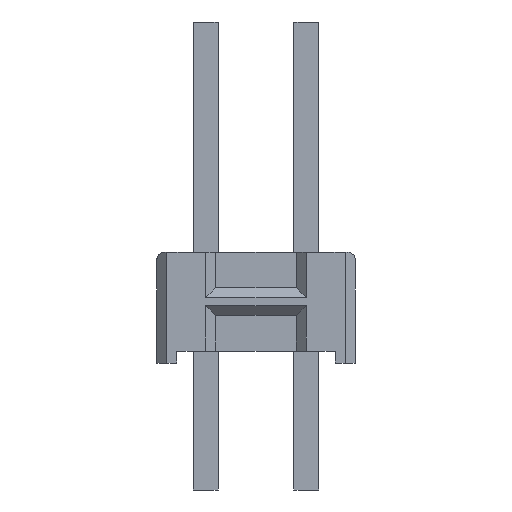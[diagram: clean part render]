
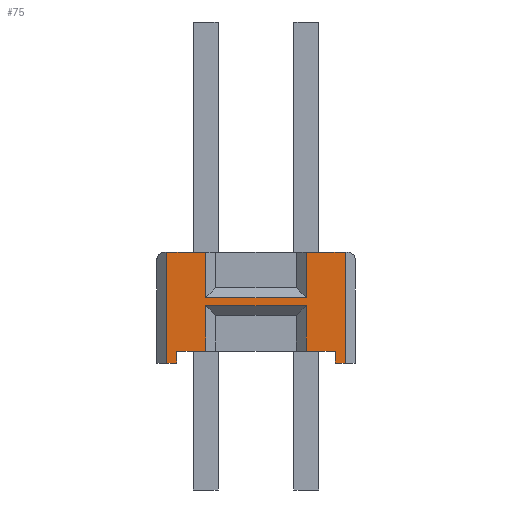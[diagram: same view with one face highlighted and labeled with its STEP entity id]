
A CAD part, left-side view. The second image highlights one B-rep face of the part: STEP entity #75.
In plain terms, the highlighted planar face has unit normal (-1, 0, 0).
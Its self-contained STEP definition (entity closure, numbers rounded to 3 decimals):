
#75=ADVANCED_FACE('',(#240),#241,.F.);
#240=FACE_OUTER_BOUND('',#588,.T.);
#241=PLANE('',#589);
#588=EDGE_LOOP('',(#936,#937,#938,#939,#940,#941,#942,#943,#944,#945,#946,#947,#948,#949,#950,#951));
#589=AXIS2_PLACEMENT_3D('',#952,#953,#954);
#936=ORIENTED_EDGE('',*,*,#2280,.F.);
#937=ORIENTED_EDGE('',*,*,#2281,.F.);
#938=ORIENTED_EDGE('',*,*,#2282,.F.);
#939=ORIENTED_EDGE('',*,*,#2283,.F.);
#940=ORIENTED_EDGE('',*,*,#2284,.T.);
#941=ORIENTED_EDGE('',*,*,#2285,.T.);
#942=ORIENTED_EDGE('',*,*,#2286,.F.);
#943=ORIENTED_EDGE('',*,*,#2287,.F.);
#944=ORIENTED_EDGE('',*,*,#2288,.F.);
#945=ORIENTED_EDGE('',*,*,#2289,.F.);
#946=ORIENTED_EDGE('',*,*,#2290,.F.);
#947=ORIENTED_EDGE('',*,*,#2291,.T.);
#948=ORIENTED_EDGE('',*,*,#2292,.F.);
#949=ORIENTED_EDGE('',*,*,#2293,.F.);
#950=ORIENTED_EDGE('',*,*,#2294,.F.);
#951=ORIENTED_EDGE('',*,*,#2295,.T.);
#952=CARTESIAN_POINT('',(-6.35,0.0,0.0));
#953=DIRECTION('',(1.0,0.0,0.0));
#954=DIRECTION('',(0.0,1.0,-0.0));
#2280=EDGE_CURVE('',#2706,#2707,#2708,.T.);
#2281=EDGE_CURVE('',#2709,#2706,#2710,.T.);
#2282=EDGE_CURVE('',#2711,#2709,#2712,.T.);
#2283=EDGE_CURVE('',#2713,#2711,#2714,.T.);
#2284=EDGE_CURVE('',#2713,#2715,#2716,.T.);
#2285=EDGE_CURVE('',#2715,#2717,#2718,.T.);
#2286=EDGE_CURVE('',#2719,#2717,#2720,.T.);
#2287=EDGE_CURVE('',#2721,#2719,#2722,.T.);
#2288=EDGE_CURVE('',#2723,#2721,#2724,.T.);
#2289=EDGE_CURVE('',#2725,#2723,#2726,.T.);
#2290=EDGE_CURVE('',#2727,#2725,#2728,.T.);
#2291=EDGE_CURVE('',#2727,#2729,#2730,.T.);
#2292=EDGE_CURVE('',#2731,#2729,#2732,.T.);
#2293=EDGE_CURVE('',#2733,#2731,#2734,.T.);
#2294=EDGE_CURVE('',#2735,#2733,#2736,.T.);
#2295=EDGE_CURVE('',#2735,#2707,#2737,.T.);
#2706=VERTEX_POINT('',#3416);
#2707=VERTEX_POINT('',#3417);
#2708=LINE('',#3418,#3419);
#2709=VERTEX_POINT('',#3420);
#2710=LINE('',#3421,#3422);
#2711=VERTEX_POINT('',#3423);
#2712=LINE('',#3424,#3425);
#2713=VERTEX_POINT('',#3426);
#2714=LINE('',#3427,#3428);
#2715=VERTEX_POINT('',#3429);
#2716=LINE('',#3430,#3431);
#2717=VERTEX_POINT('',#3432);
#2718=LINE('',#3433,#3434);
#2719=VERTEX_POINT('',#3435);
#2720=LINE('',#3436,#3437);
#2721=VERTEX_POINT('',#3438);
#2722=LINE('',#3439,#3440);
#2723=VERTEX_POINT('',#3441);
#2724=LINE('',#3442,#3443);
#2725=VERTEX_POINT('',#3444);
#2726=LINE('',#3445,#3446);
#2727=VERTEX_POINT('',#3447);
#2728=LINE('',#3448,#3449);
#2729=VERTEX_POINT('',#3450);
#2730=LINE('',#3451,#3452);
#2731=VERTEX_POINT('',#3453);
#2732=LINE('',#3454,#3455);
#2733=VERTEX_POINT('',#3456);
#2734=LINE('',#3457,#3458);
#2735=VERTEX_POINT('',#3459);
#2736=LINE('',#3460,#3461);
#2737=LINE('',#3462,#3463);
#3416=CARTESIAN_POINT('',(-6.35,2.0,-2.8));
#3417=CARTESIAN_POINT('',(-6.35,2.25,-2.8));
#3418=CARTESIAN_POINT('',(-6.35,2.0,-2.8));
#3419=VECTOR('',#4652,0.25);
#3420=CARTESIAN_POINT('',(-6.35,2.0,-2.5));
#3421=CARTESIAN_POINT('',(-6.35,2.0,-2.5));
#3422=VECTOR('',#4653,0.3);
#3423=CARTESIAN_POINT('',(-6.35,1.27,-2.5));
#3424=CARTESIAN_POINT('',(-6.35,1.27,-2.5));
#3425=VECTOR('',#4654,0.73);
#3426=CARTESIAN_POINT('',(-6.35,1.27,-1.35));
#3427=CARTESIAN_POINT('',(-6.35,1.27,-1.35));
#3428=VECTOR('',#4655,1.15);
#3429=CARTESIAN_POINT('',(-6.35,-1.27,-1.35));
#3430=CARTESIAN_POINT('',(-6.35,1.27,-1.35));
#3431=VECTOR('',#4656,2.54);
#3432=CARTESIAN_POINT('',(-6.35,-1.27,-2.5));
#3433=CARTESIAN_POINT('',(-6.35,-1.27,-1.35));
#3434=VECTOR('',#4657,1.15);
#3435=CARTESIAN_POINT('',(-6.35,-2.0,-2.5));
#3436=CARTESIAN_POINT('',(-6.35,-2.0,-2.5));
#3437=VECTOR('',#4658,0.73);
#3438=CARTESIAN_POINT('',(-6.35,-2.0,-2.8));
#3439=CARTESIAN_POINT('',(-6.35,-2.0,-2.8));
#3440=VECTOR('',#4659,0.3);
#3441=CARTESIAN_POINT('',(-6.35,-2.25,-2.8));
#3442=CARTESIAN_POINT('',(-6.35,-2.25,-2.8));
#3443=VECTOR('',#4660,0.25);
#3444=CARTESIAN_POINT('',(-6.35,-2.25,0.0));
#3445=CARTESIAN_POINT('',(-6.35,-2.25,0.0));
#3446=VECTOR('',#4661,2.8);
#3447=CARTESIAN_POINT('',(-6.35,-1.27,0.0));
#3448=CARTESIAN_POINT('',(-6.35,-1.27,0.0));
#3449=VECTOR('',#4662,0.98);
#3450=CARTESIAN_POINT('',(-6.35,-1.27,-1.15));
#3451=CARTESIAN_POINT('',(-6.35,-1.27,0.0));
#3452=VECTOR('',#4663,1.15);
#3453=CARTESIAN_POINT('',(-6.35,1.27,-1.15));
#3454=CARTESIAN_POINT('',(-6.35,1.27,-1.15));
#3455=VECTOR('',#4664,2.54);
#3456=CARTESIAN_POINT('',(-6.35,1.27,0.0));
#3457=CARTESIAN_POINT('',(-6.35,1.27,0.0));
#3458=VECTOR('',#4665,1.15);
#3459=CARTESIAN_POINT('',(-6.35,2.25,0.0));
#3460=CARTESIAN_POINT('',(-6.35,2.25,0.0));
#3461=VECTOR('',#4666,0.98);
#3462=CARTESIAN_POINT('',(-6.35,2.25,0.0));
#3463=VECTOR('',#4667,2.8);
#4652=DIRECTION('',(0.0,1.0,0.0));
#4653=DIRECTION('',(0.0,0.0,-1.0));
#4654=DIRECTION('',(0.0,1.0,0.0));
#4655=DIRECTION('',(0.0,0.0,-1.0));
#4656=DIRECTION('',(0.0,-1.0,0.0));
#4657=DIRECTION('',(0.0,0.0,-1.0));
#4658=DIRECTION('',(0.0,1.0,0.0));
#4659=DIRECTION('',(0.0,0.0,1.0));
#4660=DIRECTION('',(0.0,1.0,0.0));
#4661=DIRECTION('',(0.0,0.0,-1.0));
#4662=DIRECTION('',(0.0,-1.0,0.0));
#4663=DIRECTION('',(0.0,0.0,-1.0));
#4664=DIRECTION('',(0.0,-1.0,0.0));
#4665=DIRECTION('',(0.0,0.0,-1.0));
#4666=DIRECTION('',(0.0,-1.0,0.0));
#4667=DIRECTION('',(0.0,0.0,-1.0));
